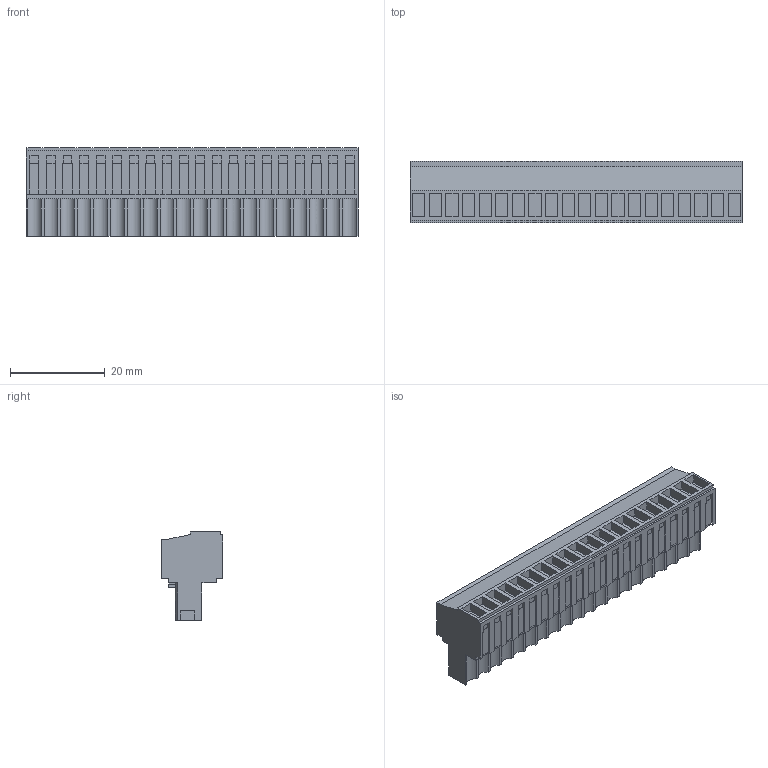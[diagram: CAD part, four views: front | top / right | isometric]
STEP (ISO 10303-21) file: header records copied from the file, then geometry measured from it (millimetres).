
FILE_DESCRIPTION(('CATIA V5 STEP Exchange','CAx-IF Rec.Pracs.--- Model Styling and Organization---1.2---2011-12-15'),'2;1');
FILE_NAME ('D1453645_0_1620400000_1620400000.stp','2017-04-25T09:03:05+00:00',('none'),('Weidmueller'),'CATIA Version 5-6 Release 2014','CATIA V5 STEP AP214','none');
FILE_SCHEMA(('AUTOMOTIVE_DESIGN { 1 0 10303 214 1 1 1 1 }'));
Length unit declared in the file: millimetre
Products named in the file (1): 1620400000
Bounding box: 70 x 12.9 x 18.7 mm (x, y, z)
Volume: 10342.2 mm3; surface area: 7839.3 mm2
Topology: 21 solids, 21 shells, 1179 faces, 3323 edges, 2266 vertices
Faces by surface type: plane 1059, cylinder 120
Entity records: 34387 total; most frequent: ORIENTED_EDGE 6646, CARTESIAN_POINT 6150, DIRECTION 4443, EDGE_CURVE 3323, VECTOR 2883, LINE 2883, VERTEX_POINT 2266, EDGE_LOOP 1259
